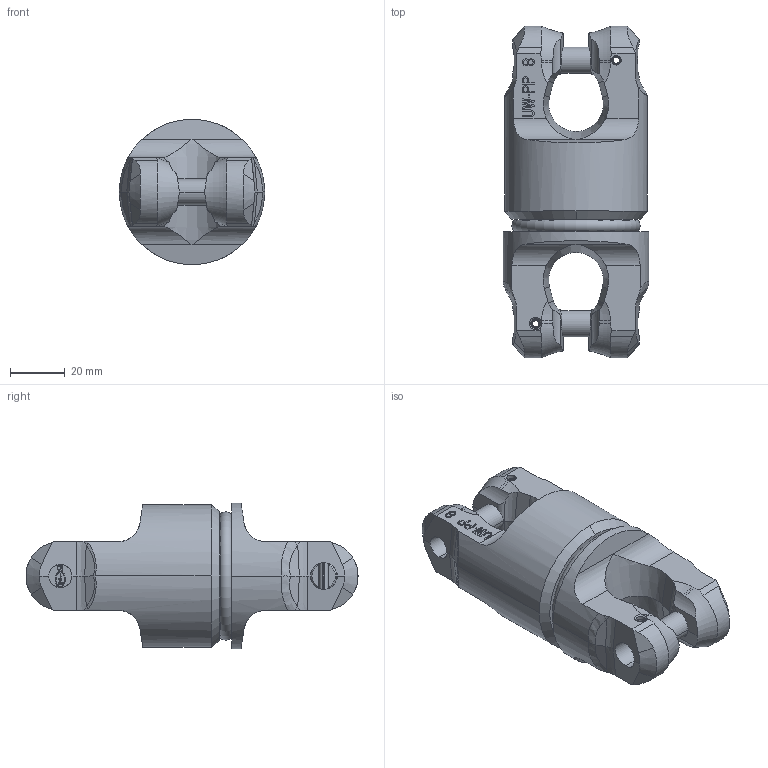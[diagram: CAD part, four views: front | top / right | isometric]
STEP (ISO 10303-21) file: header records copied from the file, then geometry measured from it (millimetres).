
FILE_DESCRIPTION((''),'2;1');
FILE_NAME('001-M31512-ZU4_ASM','2009-04-08T',('jakubetz'),('RAND'),'PRO/ENGINEER BY PARAMETRIC TECHNOLOGY CORPORATION, 2005030','PRO/ENGINEER BY PARAMETRIC TECHNOLOGY CORPORATION, 2005030','');
FILE_SCHEMA(('CONFIG_CONTROL_DESIGN'));
Length unit declared in the file: millimetre
Products named in the file (8): 001-M31347-RT1_AF1; 001-M31347-BA5_AF0_ASM; 001-M31512-BA5_ASM; 001-M31512-BA2; 001-M31047-V03; 001-M31048-V03; 001-M31512-RT1; 001-M31512-ZU4_ASM
Assembly tree (9 placements, depth 4):
  001-M31512-ZU4_ASM
    001-M31512-BA5_ASM
      001-M31347-BA5_AF0_ASM
        001-M31347-RT1_AF1
    001-M31512-BA2
    001-M31047-V03  x2
    001-M31048-V03  x2
    001-M31512-RT1
Bounding box: 53 x 121.1 x 53 mm (x, y, z)
Volume: 159859.6 mm3; surface area: 33560.1 mm2
Topology: 7 solids, 7 shells, 871 faces, 2412 edges, 1585 vertices
Faces by surface type: plane 619, extrusion 104, cylinder 62, cone 48, bspline 32, torus 6
Entity records: 21411 total; most frequent: CARTESIAN_POINT 6062, ORIENTED_EDGE 3428, DIRECTION 2656, EDGE_CURVE 1714, VECTOR 1312, LINE 1260, VERTEX_POINT 1121, AXIS2_PLACEMENT_3D 672
